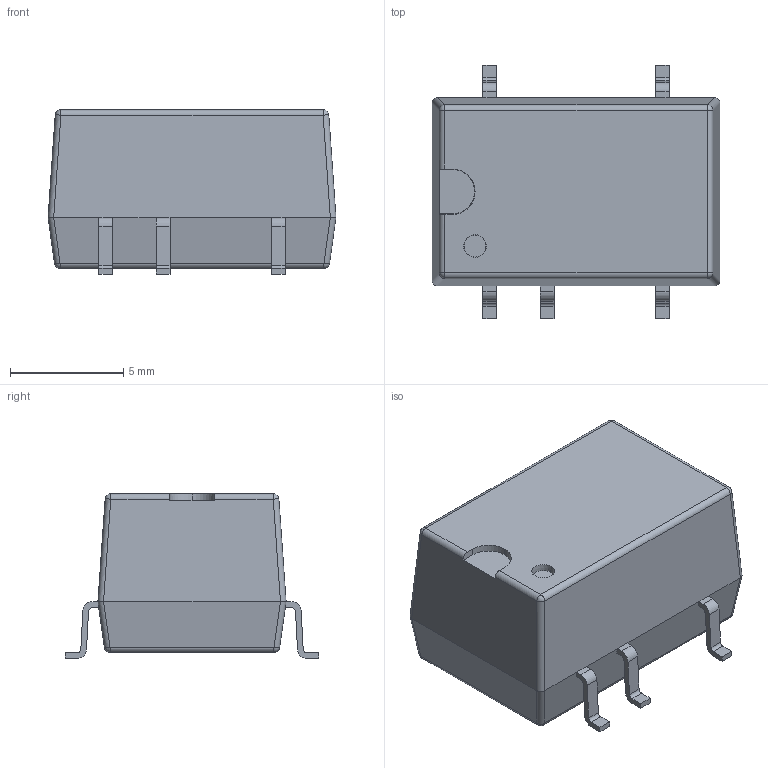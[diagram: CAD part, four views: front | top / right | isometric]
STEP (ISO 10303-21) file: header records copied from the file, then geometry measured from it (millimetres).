
FILE_DESCRIPTION (( 'STEP AP214' ), '1' );
FILE_NAME ('ISE.STEP', '2020-03-25T12:55:42', ( '' ), ( '' ), 'SwSTEP 2.0', 'SolidWorks 2018', '' );
FILE_SCHEMA (( 'AUTOMOTIVE_DESIGN' ));
Length unit declared in the file: inch
Products named in the file (1): ISE
Bounding box: 12.7 x 11.2 x 7.25 mm (x, y, z)
Volume: 691.2 mm3; surface area: 491.5 mm2
Topology: 1 solids, 1 shells, 108 faces, 281 edges, 176 vertices
Faces by surface type: plane 59, cylinder 37, sphere 8, cone 4
Entity records: 3306 total; most frequent: CARTESIAN_POINT 611, ORIENTED_EDGE 562, DIRECTION 556, EDGE_CURVE 281, VECTOR 194, LINE 194, AXIS2_PLACEMENT_3D 181, VERTEX_POINT 176
